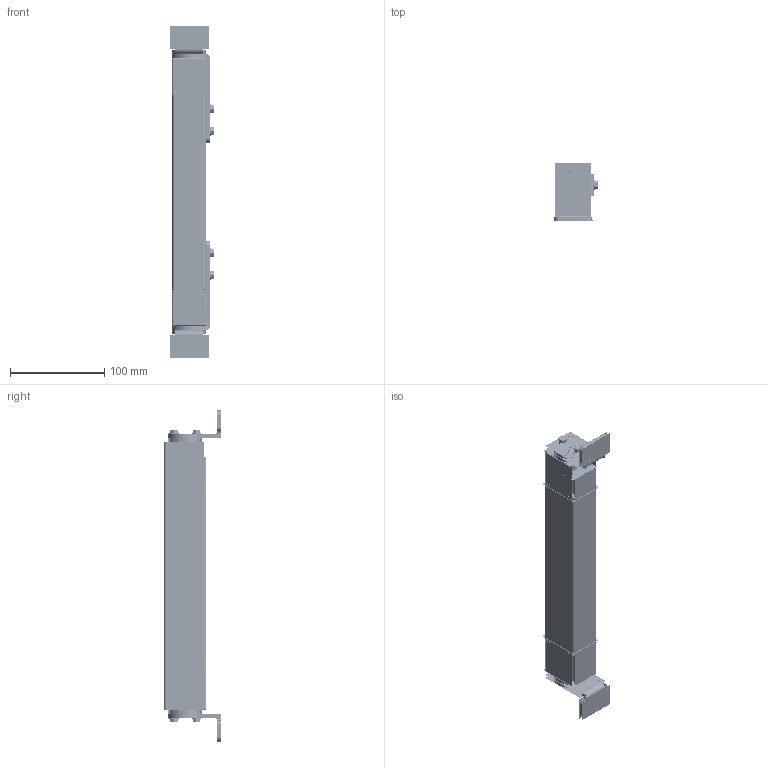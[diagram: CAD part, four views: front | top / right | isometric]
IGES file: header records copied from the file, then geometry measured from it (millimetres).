
Start section:  PTC IGES file: 181248.igs
Global section: file name: 181248.igs; native system: Creo Parametric by PTC Inc.; preprocessor: 2016260; author: pdmadmin; organization: Unknown; date: 20180305.173958; units: millimetre
Bounding box: 47.85 x 61.51 x 353.06 mm (x, y, z)
Volume: 258679.4 mm3; surface area: 981375 mm2
Topology: 30 solids, 46 shells, 6876 faces, 35974 edges, 45540 vertices
Faces by surface type: bspline 3694, revolution 3182
